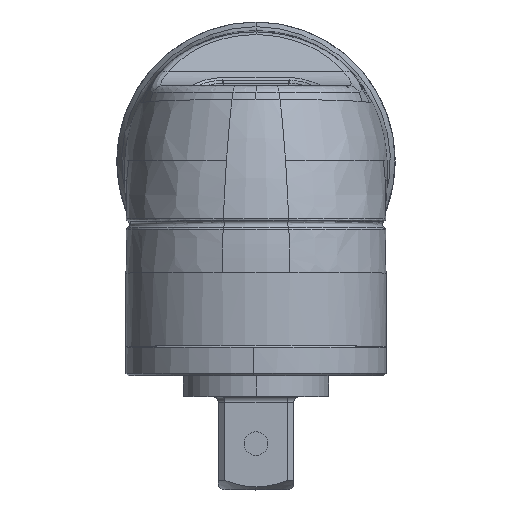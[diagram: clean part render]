
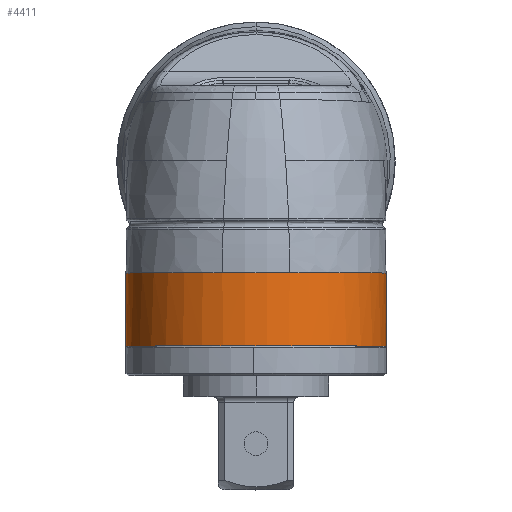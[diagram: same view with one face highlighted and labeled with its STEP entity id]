
A CAD part, top view. The second image highlights one B-rep face of the part: STEP entity #4411.
In plain terms, the highlighted cylindrical face has radius 11 mm (diameter 22 mm), a partial arc.
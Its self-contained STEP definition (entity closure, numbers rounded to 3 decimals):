
#98=CARTESIAN_POINT('',(0.,-15.7,0.));
#99=DIRECTION('',(0.,-1.,0.));
#100=DIRECTION('',(0.326,0.,-0.945));
#101=AXIS2_PLACEMENT_3D('',#98,#99,#100);
#103=DIRECTION('',(0.,1.,0.));
#104=VECTOR('',#103,3.394);
#105=CARTESIAN_POINT('',(-3.583,-15.7,-10.4));
#106=LINE('',#105,#104);
#107=CARTESIAN_POINT('',(0.,-9.525,0.));
#108=DIRECTION('',(0.,1.,0.));
#109=DIRECTION('',(-0.259,0.,0.966));
#110=AXIS2_PLACEMENT_3D('',#107,#108,#109);
#112=DIRECTION('',(0.,1.,0.));
#113=VECTOR('',#112,3.394);
#114=CARTESIAN_POINT('',(3.583,-15.7,-10.4));
#115=LINE('',#114,#113);
#816=CARTESIAN_POINT('',(-10.898,-9.525,
-1.494));
#817=CARTESIAN_POINT('',(-10.726,-9.745,
-2.747));
#818=CARTESIAN_POINT('',(-10.137,-10.199,
-4.602));
#819=CARTESIAN_POINT('',(-8.724,-10.885,
-6.792));
#820=CARTESIAN_POINT('',(-6.932,-11.571,
-8.716));
#821=CARTESIAN_POINT('',(-5.09,-12.055,
-9.85));
#822=CARTESIAN_POINT('',(-3.71,-12.285,
-10.356));
#823=CARTESIAN_POINT('',(-3.583,-12.306,
-10.4));
#830=CARTESIAN_POINT('',(-3.583,-12.306,
-10.4));
#995=CARTESIAN_POINT('',(3.583,-12.306,-10.4));
#1002=CARTESIAN_POINT('',(10.898,-9.525,
-1.494));
#1003=CARTESIAN_POINT('',(10.726,-9.745,
-2.747));
#1004=CARTESIAN_POINT('',(10.137,-10.199,
-4.602));
#1005=CARTESIAN_POINT('',(8.724,-10.885,
-6.792));
#1006=CARTESIAN_POINT('',(6.932,-11.571,
-8.716));
#1007=CARTESIAN_POINT('',(5.09,-12.055,
-9.85));
#1008=CARTESIAN_POINT('',(3.71,-12.285,
-10.356));
#1009=CARTESIAN_POINT('',(3.583,-12.306,
-10.4));
#1208=CARTESIAN_POINT('',(0.,-9.525,0.));
#1209=DIRECTION('',(0.,1.,0.));
#1210=DIRECTION('',(0.259,0.,0.966));
#1211=AXIS2_PLACEMENT_3D('',#1208,#1209,#1210);
#1320=CARTESIAN_POINT('',(0.,-9.525,0.));
#1321=DIRECTION('',(0.,-1.,0.));
#1322=DIRECTION('',(-0.259,0.,0.966));
#1323=AXIS2_PLACEMENT_3D('',#1320,#1321,#1322);
#3909=CARTESIAN_POINT('',(2.847,-9.525,10.625));
#3910=CARTESIAN_POINT('',(10.898,-9.525,
-1.494));
#3911=VERTEX_POINT('',#3909);
#3912=VERTEX_POINT('',#3910);
#3920=CARTESIAN_POINT('',(-2.847,-9.525,
10.625));
#3921=CARTESIAN_POINT('',(-10.898,-9.525,
-1.494));
#3922=VERTEX_POINT('',#3920);
#3923=VERTEX_POINT('',#3921);
#3976=VERTEX_POINT('',#995);
#3979=VERTEX_POINT('',#830);
#4290=CARTESIAN_POINT('',(3.583,-15.7,-10.4));
#4291=CARTESIAN_POINT('',(-3.583,-15.7,-10.4));
#4292=VERTEX_POINT('',#4290);
#4293=VERTEX_POINT('',#4291);
#4389=CARTESIAN_POINT('',(0.,-18.544,0.));
#4390=DIRECTION('',(0.,1.,0.));
#4391=DIRECTION('',(0.02,0.,-1.));
#4392=AXIS2_PLACEMENT_3D('',#4389,#4390,#4391);
#4393=CYLINDRICAL_SURFACE('',#4392,11.);
#4394=ORIENTED_EDGE('',*,*,#4322,.T.);
#4396=ORIENTED_EDGE('',*,*,#4395,.T.);
#4398=ORIENTED_EDGE('',*,*,#4397,.F.);
#4400=ORIENTED_EDGE('',*,*,#4399,.F.);
#4402=ORIENTED_EDGE('',*,*,#4401,.T.);
#4404=ORIENTED_EDGE('',*,*,#4403,.T.);
#4406=ORIENTED_EDGE('',*,*,#4405,.T.);
#4408=ORIENTED_EDGE('',*,*,#4407,.F.);
#4409=EDGE_LOOP('',(#4394,#4396,#4398,#4400,#4402,#4404,#4406,#4408));
#4410=FACE_OUTER_BOUND('',#4409,.F.);
#4411=ADVANCED_FACE('',(#4410),#4393,.T.);
#102=CIRCLE('',#101,11.);
#111=CIRCLE('',#110,11.);
#824=B_SPLINE_CURVE_WITH_KNOTS('',3,(#816,#817,#818,#819,#820,#821,#822,#823),
.UNSPECIFIED.,.F.,.F.,(4,1,1,1,1,4),(0.,0.323,0.484,
0.645,0.968,1.),.UNSPECIFIED.);
#1010=B_SPLINE_CURVE_WITH_KNOTS('',3,(#1002,#1003,#1004,#1005,#1006,#1007,#1008,
#1009),.UNSPECIFIED.,.F.,.F.,(4,1,1,1,1,4),(0.,0.323,
0.484,0.645,0.968,1.),.UNSPECIFIED.);
#1212=CIRCLE('',#1211,11.);
#1324=CIRCLE('',#1323,11.);
#4322=EDGE_CURVE('',#4292,#4293,#102,.T.);
#4395=EDGE_CURVE('',#4293,#3979,#106,.T.);
#4397=EDGE_CURVE('',#3923,#3979,#824,.T.);
#4399=EDGE_CURVE('',#3922,#3923,#1324,.T.);
#4401=EDGE_CURVE('',#3922,#3911,#111,.T.);
#4403=EDGE_CURVE('',#3911,#3912,#1212,.T.);
#4405=EDGE_CURVE('',#3912,#3976,#1010,.T.);
#4407=EDGE_CURVE('',#4292,#3976,#115,.T.);
